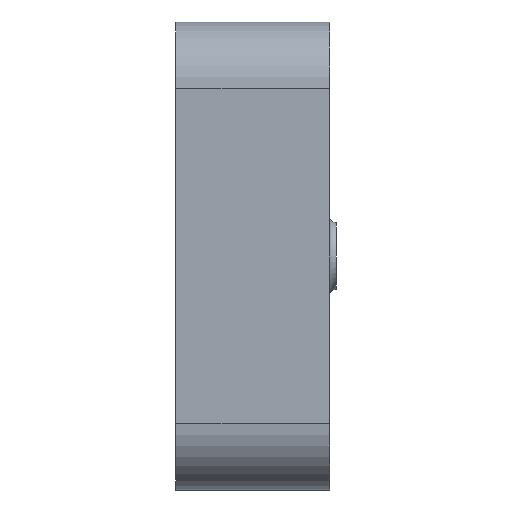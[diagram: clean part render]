
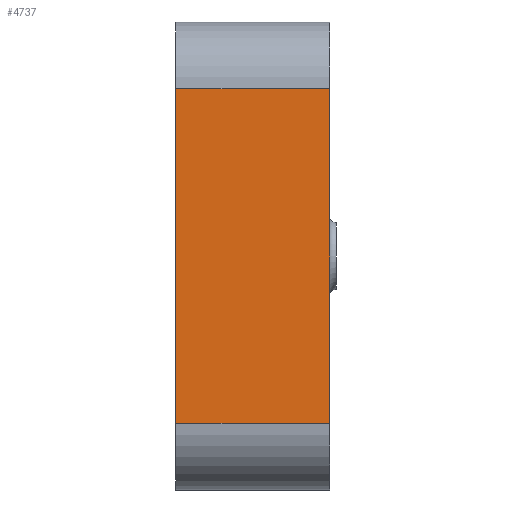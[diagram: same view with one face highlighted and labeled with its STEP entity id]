
A CAD part, left-side view. The second image highlights one B-rep face of the part: STEP entity #4737.
In plain terms, the highlighted planar face has unit normal (-1, 0, 0).
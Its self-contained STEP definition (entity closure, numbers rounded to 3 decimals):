
#244 = VERTEX_POINT ( 'NONE', #2654 ) ;
#620 = VECTOR ( 'NONE', #4685, 1000. ) ;
#678 = VECTOR ( 'NONE', #4666, 1000. ) ;
#679 = LINE ( 'NONE', #3229, #4876 ) ;
#735 = DIRECTION ( 'NONE',  ( -1., 0., 0. ) ) ;
#804 = CARTESIAN_POINT ( 'NONE',  ( -72.5, 0., 25. ) ) ;
#870 = CARTESIAN_POINT ( 'NONE',  ( -72.5, 23., 25. ) ) ;
#901 = EDGE_CURVE ( 'NONE', #2910, #2578, #932, .T. ) ;
#932 = LINE ( 'NONE', #2396, #2168 ) ;
#1441 = EDGE_LOOP ( 'NONE', ( #4524, #2936, #5513, #4088 ) ) ;
#1569 = DIRECTION ( 'NONE',  ( 0., -1., 0. ) ) ;
#1653 = CARTESIAN_POINT ( 'NONE',  ( -72.5, 23., -25. ) ) ;
#2168 = VECTOR ( 'NONE', #2826, 1000. ) ;
#2396 = CARTESIAN_POINT ( 'NONE',  ( -72.5, 23., -25. ) ) ;
#2483 = DIRECTION ( 'NONE',  ( 0., 0., 1. ) ) ;
#2578 = VERTEX_POINT ( 'NONE', #4572 ) ;
#2654 = CARTESIAN_POINT ( 'NONE',  ( -72.5, 0., -25. ) ) ;
#2826 = DIRECTION ( 'NONE',  ( 0., 0., -1. ) ) ;
#2910 = VERTEX_POINT ( 'NONE', #870 ) ;
#2922 = LINE ( 'NONE', #4543, #678 ) ;
#2936 = ORIENTED_EDGE ( 'NONE', *, *, #4136, .F. ) ;
#2943 = CARTESIAN_POINT ( 'NONE',  ( -72.5, 23., -25. ) ) ;
#2995 = FACE_OUTER_BOUND ( 'NONE', #1441, .T. ) ;
#3229 = CARTESIAN_POINT ( 'NONE',  ( -72.5, 23., 25. ) ) ;
#3737 = AXIS2_PLACEMENT_3D ( 'NONE', #1653, #735, #2483 ) ;
#3814 = EDGE_CURVE ( 'NONE', #5503, #244, #2922, .T. ) ;
#4088 = ORIENTED_EDGE ( 'NONE', *, *, #4766, .T. ) ;
#4136 = EDGE_CURVE ( 'NONE', #2910, #5503, #679, .T. ) ;
#4334 = PLANE ( 'NONE',  #3737 ) ;
#4524 = ORIENTED_EDGE ( 'NONE', *, *, #3814, .F. ) ;
#4543 = CARTESIAN_POINT ( 'NONE',  ( -72.5, 0., -25. ) ) ;
#4572 = CARTESIAN_POINT ( 'NONE',  ( -72.5, 23., -25. ) ) ;
#4666 = DIRECTION ( 'NONE',  ( 0., 0., -1. ) ) ;
#4685 = DIRECTION ( 'NONE',  ( 0., -1., 0. ) ) ;
#4737 = ADVANCED_FACE ( 'NONE', ( #2995 ), #4334, .T. ) ;
#4741 = LINE ( 'NONE', #2943, #620 ) ;
#4766 = EDGE_CURVE ( 'NONE', #2578, #244, #4741, .T. ) ;
#4876 = VECTOR ( 'NONE', #1569, 1000. ) ;
#5503 = VERTEX_POINT ( 'NONE', #804 ) ;
#5513 = ORIENTED_EDGE ( 'NONE', *, *, #901, .T. ) ;
